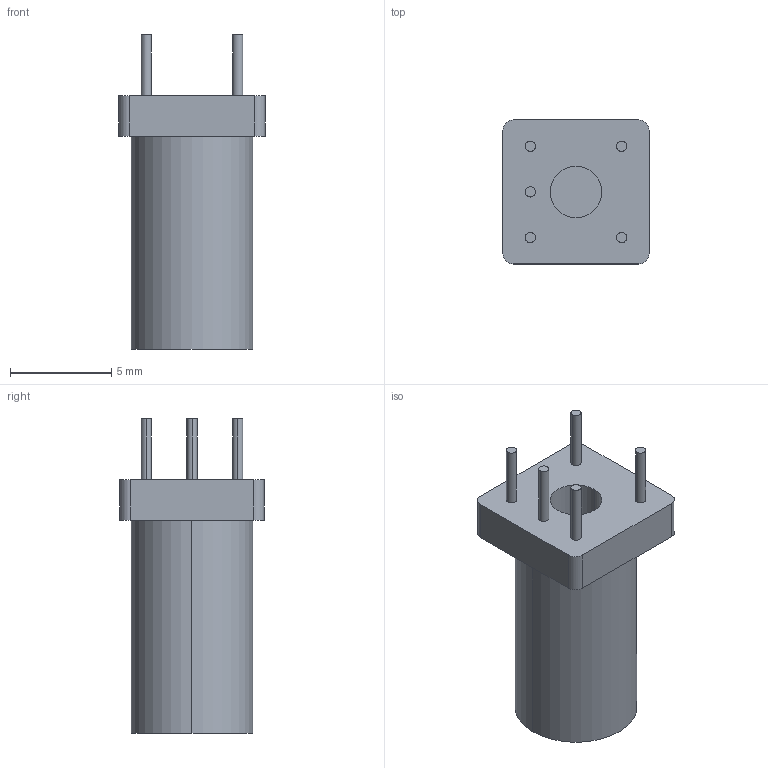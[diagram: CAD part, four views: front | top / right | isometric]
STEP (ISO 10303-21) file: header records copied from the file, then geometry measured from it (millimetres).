
FILE_DESCRIPTION (( 'STEP AP214' ), '1' );
FILE_NAME ('trim_coil.STEP', '2018-11-10T21:20:13', ( '' ), ( '' ), 'SwSTEP 2.0', 'SolidWorks 2018', '' );
FILE_SCHEMA (( 'AUTOMOTIVE_DESIGN' ));
Length unit declared in the file: millimetre
Products named in the file (1): trim_coil
Bounding box: 7.2 x 7.1 x 15.5 mm (x, y, z)
Volume: 367.2 mm3; surface area: 418.6 mm2
Topology: 1 solids, 1 shells, 44 faces, 99 edges, 66 vertices
Faces by surface type: cylinder 25, plane 19
Entity records: 1474 total; most frequent: DIRECTION 239, CARTESIAN_POINT 210, ORIENTED_EDGE 198, EDGE_CURVE 99, AXIS2_PLACEMENT_3D 95, VERTEX_POINT 66, EDGE_LOOP 53, CIRCLE 50
